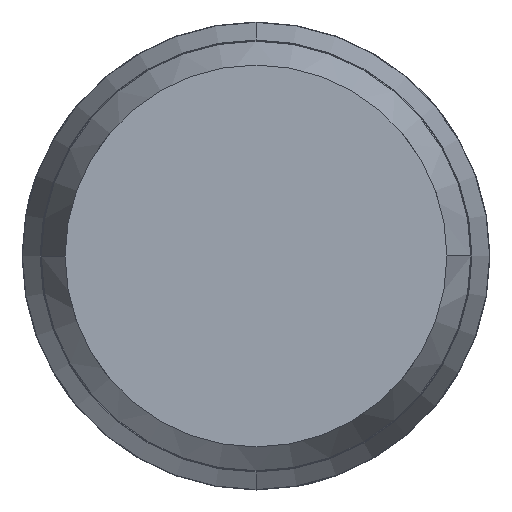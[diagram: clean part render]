
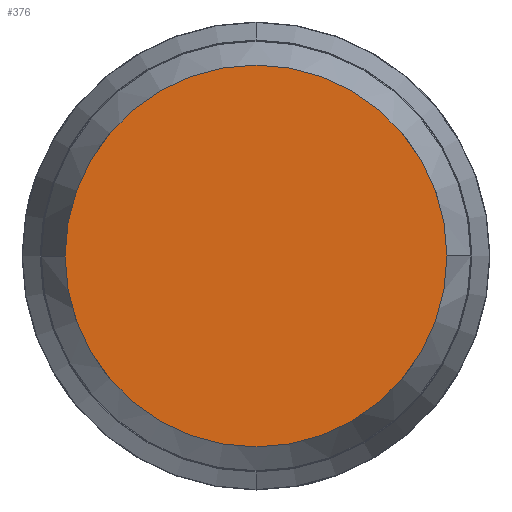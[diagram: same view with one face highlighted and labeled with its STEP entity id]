
A CAD part, left-side view. The second image highlights one B-rep face of the part: STEP entity #376.
In plain terms, the highlighted planar face has unit normal (-1, 0, 0).
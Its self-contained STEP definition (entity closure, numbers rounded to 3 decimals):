
#33 = EDGE_LOOP ( 'NONE', ( #1135, #642 ) ) ;
#45 = CARTESIAN_POINT ( 'NONE',  ( -125.9, 0., -31. ) ) ;
#215 = DIRECTION ( 'NONE',  ( 0., 0., 1. ) ) ;
#227 = CIRCLE ( 'NONE', #1600, 31. ) ;
#350 = CARTESIAN_POINT ( 'NONE',  ( -125.9, -31.372, -31.372 ) ) ;
#360 = DIRECTION ( 'NONE',  ( -1., 0., 0. ) ) ;
#376 = ADVANCED_FACE ( 'NONE', ( #1815 ), #733, .T. ) ;
#642 = ORIENTED_EDGE ( 'NONE', *, *, #1393, .T. ) ;
#726 = DIRECTION ( 'NONE',  ( -1., 0., 0. ) ) ;
#733 = PLANE ( 'NONE',  #896 ) ;
#896 = AXIS2_PLACEMENT_3D ( 'NONE', #350, #726, #215 ) ;
#919 = VERTEX_POINT ( 'NONE', #45 ) ;
#968 = AXIS2_PLACEMENT_3D ( 'NONE', #2048, #360, #1535 ) ;
#977 = CARTESIAN_POINT ( 'NONE',  ( -125.9, 0., 0. ) ) ;
#1135 = ORIENTED_EDGE ( 'NONE', *, *, #1197, .T. ) ;
#1197 = EDGE_CURVE ( 'NONE', #919, #1975, #2015, .T. ) ;
#1393 = EDGE_CURVE ( 'NONE', #1975, #919, #227, .T. ) ;
#1535 = DIRECTION ( 'NONE',  ( 0., 0., -1. ) ) ;
#1600 = AXIS2_PLACEMENT_3D ( 'NONE', #977, #2161, #2153 ) ;
#1815 = FACE_OUTER_BOUND ( 'NONE', #33, .T. ) ;
#1975 = VERTEX_POINT ( 'NONE', #2071 ) ;
#2015 = CIRCLE ( 'NONE', #968, 31. ) ;
#2048 = CARTESIAN_POINT ( 'NONE',  ( -125.9, 0., 0. ) ) ;
#2071 = CARTESIAN_POINT ( 'NONE',  ( -125.9, 0., 31. ) ) ;
#2153 = DIRECTION ( 'NONE',  ( 0., 0., -1. ) ) ;
#2161 = DIRECTION ( 'NONE',  ( -1., 0., 0. ) ) ;
